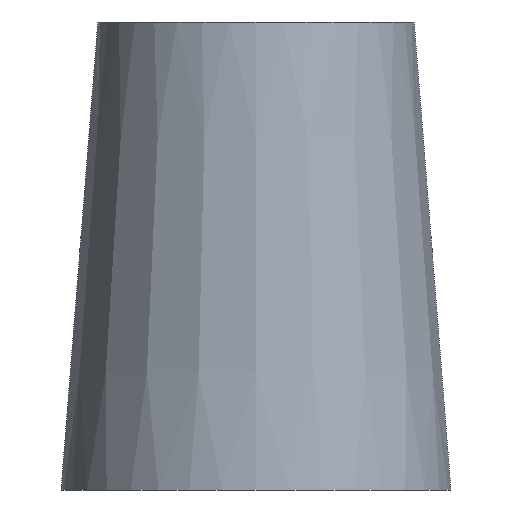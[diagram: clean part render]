
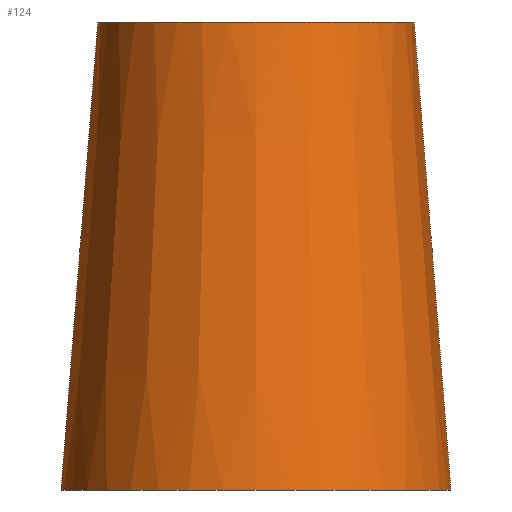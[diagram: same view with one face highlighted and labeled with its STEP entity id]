
A CAD part, front view. The second image highlights one B-rep face of the part: STEP entity #124.
In plain terms, the highlighted conical face has half-angle 4.5 degrees and reference radius 10 mm.
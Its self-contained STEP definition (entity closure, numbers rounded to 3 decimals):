
#4 = CARTESIAN_POINT ( 'NONE',  ( 0., 0., 24. ) ) ;
#5 = VERTEX_POINT ( 'NONE', #134 ) ;
#6 = ORIENTED_EDGE ( 'NONE', *, *, #50, .F. ) ;
#7 = CARTESIAN_POINT ( 'NONE',  ( -10., 0., 0. ) ) ;
#8 = EDGE_CURVE ( 'NONE', #160, #41, #127, .T. ) ;
#9 = DIRECTION ( 'NONE',  ( 0., 0., -1. ) ) ;
#10 = CONICAL_SURFACE ( 'NONE', #150, 10., 0.079 ) ;
#11 = EDGE_CURVE ( 'NONE', #32, #5, #27, .T. ) ;
#25 = CARTESIAN_POINT ( 'NONE',  ( 10., 0., 0. ) ) ;
#27 = CIRCLE ( 'NONE', #140, 10. ) ;
#28 = VECTOR ( 'NONE', #152, 1000. ) ;
#29 = EDGE_LOOP ( 'NONE', ( #6, #44, #81, #69 ) ) ;
#31 = VECTOR ( 'NONE', #108, 1000. ) ;
#32 = VERTEX_POINT ( 'NONE', #85 ) ;
#36 = LINE ( 'NONE', #7, #31 ) ;
#41 = VERTEX_POINT ( 'NONE', #58 ) ;
#44 = ORIENTED_EDGE ( 'NONE', *, *, #8, .T. ) ;
#47 = EDGE_CURVE ( 'NONE', #41, #5, #36, .T. ) ;
#50 = EDGE_CURVE ( 'NONE', #160, #32, #62, .T. ) ;
#58 = CARTESIAN_POINT ( 'NONE',  ( -8.111, 0., 24. ) ) ;
#61 = FACE_OUTER_BOUND ( 'NONE', #29, .T. ) ;
#62 = LINE ( 'NONE', #25, #28 ) ;
#69 = ORIENTED_EDGE ( 'NONE', *, *, #11, .F. ) ;
#74 = DIRECTION ( 'NONE',  ( -1., 0., 0. ) ) ;
#81 = ORIENTED_EDGE ( 'NONE', *, *, #47, .T. ) ;
#85 = CARTESIAN_POINT ( 'NONE',  ( 10., 0., 0. ) ) ;
#92 = DIRECTION ( 'NONE',  ( 0., 0., -1. ) ) ;
#108 = DIRECTION ( 'NONE',  ( -0.078, 0., -0.997 ) ) ;
#119 = CARTESIAN_POINT ( 'NONE',  ( 0., 0., 0. ) ) ;
#120 = DIRECTION ( 'NONE',  ( -1., 0., 0. ) ) ;
#121 = DIRECTION ( 'NONE',  ( -1., 0., 0. ) ) ;
#122 = CARTESIAN_POINT ( 'NONE',  ( 8.111, 0., 24. ) ) ;
#124 = ADVANCED_FACE ( 'NONE', ( #61 ), #10, .T. ) ;
#127 = CIRCLE ( 'NONE', #154, 8.111 ) ;
#134 = CARTESIAN_POINT ( 'NONE',  ( -10., 0., 0. ) ) ;
#138 = CARTESIAN_POINT ( 'NONE',  ( 0., 0., 0. ) ) ;
#140 = AXIS2_PLACEMENT_3D ( 'NONE', #119, #146, #120 ) ;
#146 = DIRECTION ( 'NONE',  ( 0., 0., -1. ) ) ;
#150 = AXIS2_PLACEMENT_3D ( 'NONE', #138, #9, #121 ) ;
#152 = DIRECTION ( 'NONE',  ( 0.078, 0., -0.997 ) ) ;
#154 = AXIS2_PLACEMENT_3D ( 'NONE', #4, #92, #74 ) ;
#160 = VERTEX_POINT ( 'NONE', #122 ) ;
